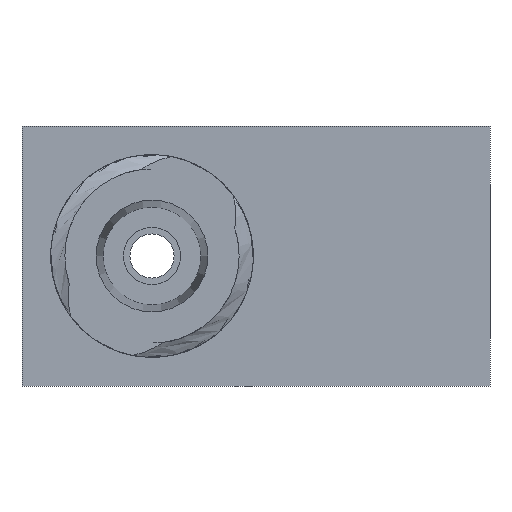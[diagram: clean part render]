
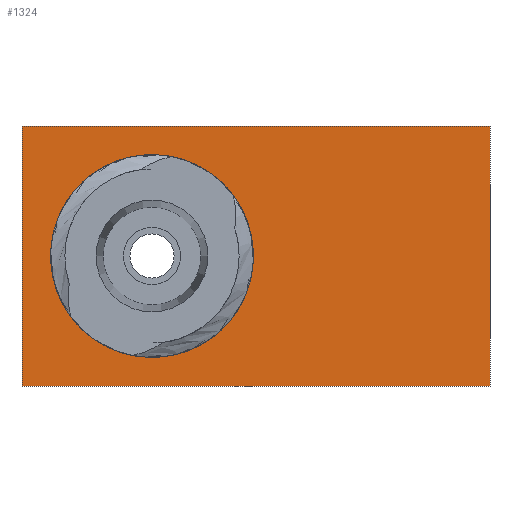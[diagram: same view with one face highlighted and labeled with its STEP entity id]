
A CAD part, front view. The second image highlights one B-rep face of the part: STEP entity #1324.
In plain terms, the highlighted planar face has unit normal (0, -1, 0).
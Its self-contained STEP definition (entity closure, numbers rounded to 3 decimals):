
#19=FACE_BOUND('',#186,.T.);
#29=PLANE('',#1432);
#108=FACE_OUTER_BOUND('',#185,.T.);
#185=EDGE_LOOP('',(#1103,#1104,#1105,#1106));
#186=EDGE_LOOP('',(#1107,#1108,#1109,#1110,#1111,#1112,#1113,#1114,#1115));
#292=B_SPLINE_CURVE_WITH_KNOTS('',3,(#4118,#4119,#4120,#4121),
 .UNSPECIFIED.,.F.,.F.,(4,4),(-0.396,0.),.UNSPECIFIED.);
#294=B_SPLINE_CURVE_WITH_KNOTS('',3,(#4360,#4361,#4362,#4363),
 .UNSPECIFIED.,.F.,.F.,(4,4),(-0.74,0.),.UNSPECIFIED.);
#296=B_SPLINE_CURVE_WITH_KNOTS('',3,(#4481,#4482,#4483,#4484),
 .UNSPECIFIED.,.F.,.F.,(4,4),(-0.398,-0.004),
 .UNSPECIFIED.);
#300=B_SPLINE_CURVE_WITH_KNOTS('',3,(#4605,#4606,#4607,#4608),
 .UNSPECIFIED.,.F.,.F.,(4,4),(-0.396,0.),.UNSPECIFIED.);
#302=B_SPLINE_CURVE_WITH_KNOTS('',3,(#4847,#4848,#4849,#4850),
 .UNSPECIFIED.,.F.,.F.,(4,4),(-0.74,0.),.UNSPECIFIED.);
#304=B_SPLINE_CURVE_WITH_KNOTS('',3,(#4968,#4969,#4970,#4971),
 .UNSPECIFIED.,.F.,.F.,(4,4),(-0.398,-0.004),
 .UNSPECIFIED.);
#318=CIRCLE('',#1375,3.35);
#319=CIRCLE('',#1378,3.35);
#320=CIRCLE('',#1380,3.35);
#391=LINE('',#4010,#454);
#397=LINE('',#4975,#460);
#398=LINE('',#4977,#461);
#399=LINE('',#4978,#462);
#454=VECTOR('',#1627,10.);
#460=VECTOR('',#1665,10.);
#461=VECTOR('',#1666,10.);
#462=VECTOR('',#1667,10.);
#515=VERTEX_POINT('',#2324);
#516=VERTEX_POINT('',#2334);
#520=VERTEX_POINT('',#2380);
#521=VERTEX_POINT('',#2382);
#524=VERTEX_POINT('',#2408);
#581=VERTEX_POINT('',#4007);
#582=VERTEX_POINT('',#4009);
#587=VERTEX_POINT('',#4117);
#589=VERTEX_POINT('',#4359);
#594=VERTEX_POINT('',#4604);
#596=VERTEX_POINT('',#4846);
#598=VERTEX_POINT('',#4974);
#599=VERTEX_POINT('',#4976);
#664=EDGE_CURVE('',#516,#515,#318,.T.);
#671=EDGE_CURVE('',#520,#521,#319,.T.);
#674=EDGE_CURVE('',#524,#520,#320,.T.);
#759=EDGE_CURVE('',#581,#582,#391,.T.);
#767=EDGE_CURVE('',#521,#587,#292,.T.);
#770=EDGE_CURVE('',#587,#589,#294,.T.);
#773=EDGE_CURVE('',#589,#516,#296,.T.);
#780=EDGE_CURVE('',#515,#594,#300,.T.);
#783=EDGE_CURVE('',#594,#596,#302,.T.);
#786=EDGE_CURVE('',#596,#524,#304,.T.);
#788=EDGE_CURVE('',#598,#582,#397,.T.);
#789=EDGE_CURVE('',#581,#599,#398,.T.);
#790=EDGE_CURVE('',#599,#598,#399,.T.);
#1103=ORIENTED_EDGE('',*,*,#788,.T.);
#1104=ORIENTED_EDGE('',*,*,#759,.F.);
#1105=ORIENTED_EDGE('',*,*,#789,.T.);
#1106=ORIENTED_EDGE('',*,*,#790,.T.);
#1107=ORIENTED_EDGE('',*,*,#773,.T.);
#1108=ORIENTED_EDGE('',*,*,#664,.T.);
#1109=ORIENTED_EDGE('',*,*,#780,.T.);
#1110=ORIENTED_EDGE('',*,*,#783,.T.);
#1111=ORIENTED_EDGE('',*,*,#786,.T.);
#1112=ORIENTED_EDGE('',*,*,#674,.T.);
#1113=ORIENTED_EDGE('',*,*,#671,.T.);
#1114=ORIENTED_EDGE('',*,*,#767,.T.);
#1115=ORIENTED_EDGE('',*,*,#770,.T.);
#1324=ADVANCED_FACE('',(#108,#19),#29,.F.);
#1375=AXIS2_PLACEMENT_3D('',#2335,#1514,#1515);
#1378=AXIS2_PLACEMENT_3D('',#2387,#1522,#1523);
#1380=AXIS2_PLACEMENT_3D('',#2409,#1527,#1528);
#1432=AXIS2_PLACEMENT_3D('',#4973,#1663,#1664);
#1514=DIRECTION('center_axis',(0.,1.,0.));
#1515=DIRECTION('ref_axis',(-1.,0.,0.));
#1522=DIRECTION('center_axis',(0.,1.,0.));
#1523=DIRECTION('ref_axis',(-1.,0.,0.));
#1527=DIRECTION('center_axis',(0.,1.,0.));
#1528=DIRECTION('ref_axis',(-1.,0.,0.));
#1627=DIRECTION('',(0.,0.,-1.));
#1663=DIRECTION('center_axis',(0.,1.,0.));
#1664=DIRECTION('ref_axis',(1.,0.,0.));
#1665=DIRECTION('',(1.,0.,0.));
#1666=DIRECTION('',(-1.,0.,0.));
#1667=DIRECTION('',(0.,0.,-1.));
#2324=CARTESIAN_POINT('',(-3.294,0.,0.611));
#2334=CARTESIAN_POINT('',(0.007,0.,-3.35));
#2335=CARTESIAN_POINT('Origin',(0.,0.,0.));
#2380=CARTESIAN_POINT('',(3.35,0.,0.));
#2382=CARTESIAN_POINT('',(3.294,0.,-0.611));
#2387=CARTESIAN_POINT('Origin',(0.,0.,0.));
#2408=CARTESIAN_POINT('',(-0.007,0.,3.35));
#2409=CARTESIAN_POINT('Origin',(0.,0.,0.));
#4007=CARTESIAN_POINT('',(13.,0.,5.));
#4009=CARTESIAN_POINT('',(13.,0.,-5.));
#4010=CARTESIAN_POINT('',(13.,0.,-5.));
#4117=CARTESIAN_POINT('',(3.407,0.,-1.892));
#4118=CARTESIAN_POINT('Ctrl Pts',(3.294,0.,-0.611));
#4119=CARTESIAN_POINT('Ctrl Pts',(3.416,0.,-1.025));
#4120=CARTESIAN_POINT('Ctrl Pts',(3.455,0.,-1.463));
#4121=CARTESIAN_POINT('Ctrl Pts',(3.407,0.,-1.892));
#4359=CARTESIAN_POINT('',(1.24,0.,-3.695));
#4360=CARTESIAN_POINT('Ctrl Pts',(3.407,0.,-1.892));
#4361=CARTESIAN_POINT('Ctrl Pts',(2.94,0.,-2.733));
#4362=CARTESIAN_POINT('Ctrl Pts',(2.151,0.,-3.389));
#4363=CARTESIAN_POINT('Ctrl Pts',(1.24,0.,-3.695));
#4481=CARTESIAN_POINT('Ctrl Pts',(1.24,0.,-3.695));
#4482=CARTESIAN_POINT('Ctrl Pts',(0.812,0.,-3.663));
#4483=CARTESIAN_POINT('Ctrl Pts',(0.39,0.,-3.545));
#4484=CARTESIAN_POINT('Ctrl Pts',(0.007,0.,-3.35));
#4604=CARTESIAN_POINT('',(-3.407,0.,1.892));
#4605=CARTESIAN_POINT('Ctrl Pts',(-3.294,0.,0.611));
#4606=CARTESIAN_POINT('Ctrl Pts',(-3.416,0.,1.025));
#4607=CARTESIAN_POINT('Ctrl Pts',(-3.455,0.,1.463));
#4608=CARTESIAN_POINT('Ctrl Pts',(-3.407,0.,1.892));
#4846=CARTESIAN_POINT('',(-1.24,0.,3.695));
#4847=CARTESIAN_POINT('Ctrl Pts',(-3.407,0.,1.892));
#4848=CARTESIAN_POINT('Ctrl Pts',(-2.94,0.,2.733));
#4849=CARTESIAN_POINT('Ctrl Pts',(-2.151,0.,3.389));
#4850=CARTESIAN_POINT('Ctrl Pts',(-1.24,0.,3.695));
#4968=CARTESIAN_POINT('Ctrl Pts',(-1.24,0.,3.695));
#4969=CARTESIAN_POINT('Ctrl Pts',(-0.812,0.,3.663));
#4970=CARTESIAN_POINT('Ctrl Pts',(-0.39,0.,3.545));
#4971=CARTESIAN_POINT('Ctrl Pts',(-0.007,0.,3.35));
#4973=CARTESIAN_POINT('Origin',(0.,0.,0.));
#4974=CARTESIAN_POINT('',(-5.,0.,-5.));
#4975=CARTESIAN_POINT('',(-5.,0.,-5.));
#4976=CARTESIAN_POINT('',(-5.,0.,5.));
#4977=CARTESIAN_POINT('',(5.,0.,5.));
#4978=CARTESIAN_POINT('',(-5.,0.,5.));
